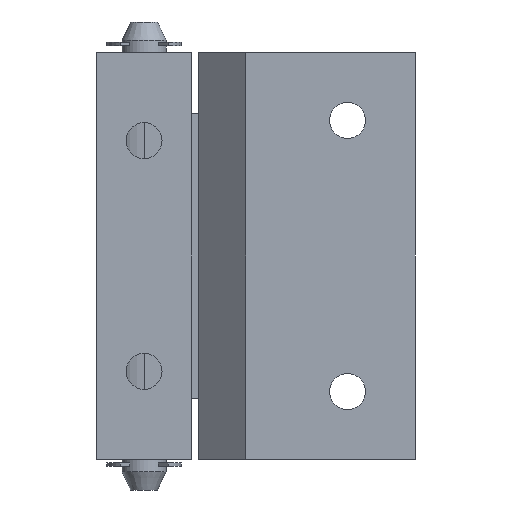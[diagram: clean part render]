
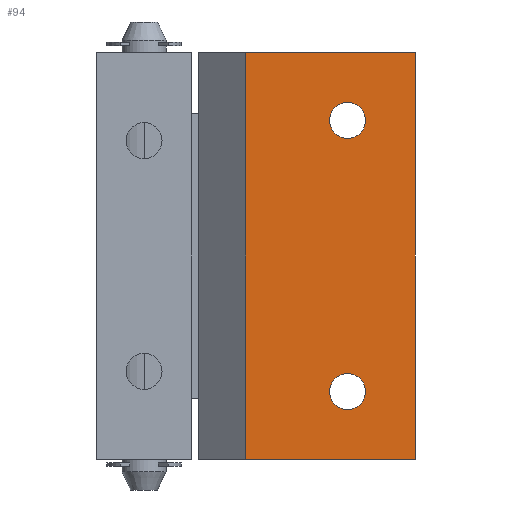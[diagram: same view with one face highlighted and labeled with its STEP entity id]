
A CAD part, front view. The second image highlights one B-rep face of the part: STEP entity #94.
In plain terms, the highlighted planar face has unit normal (0, -1, 0).
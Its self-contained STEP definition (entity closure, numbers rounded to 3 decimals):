
#94 = ADVANCED_FACE( '', ( #247, #248, #249 ), #250, .F. );
#247 = FACE_BOUND( '', #484, .T. );
#248 = FACE_BOUND( '', #485, .T. );
#249 = FACE_OUTER_BOUND( '', #486, .T. );
#250 = PLANE( '', #487 );
#484 = EDGE_LOOP( '', ( #723 ) );
#485 = EDGE_LOOP( '', ( #724 ) );
#486 = EDGE_LOOP( '', ( #725, #726, #727, #728 ) );
#487 = AXIS2_PLACEMENT_3D( '', #729, #730, #731 );
#723 = ORIENTED_EDGE( '', *, *, #1309, .F. );
#724 = ORIENTED_EDGE( '', *, *, #1310, .F. );
#725 = ORIENTED_EDGE( '', *, *, #1311, .T. );
#726 = ORIENTED_EDGE( '', *, *, #1312, .T. );
#727 = ORIENTED_EDGE( '', *, *, #1313, .F. );
#728 = ORIENTED_EDGE( '', *, *, #1314, .F. );
#729 = CARTESIAN_POINT( '', ( 15., 0., 21. ) );
#730 = DIRECTION( '', ( 0., 1., 0. ) );
#731 = DIRECTION( '', ( 0., 0., 1. ) );
#1309 = EDGE_CURVE( '', #1547, #1547, #1548, .T. );
#1310 = EDGE_CURVE( '', #1549, #1549, #1550, .T. );
#1311 = EDGE_CURVE( '', #1551, #1552, #1553, .T. );
#1312 = EDGE_CURVE( '', #1552, #1554, #1555, .T. );
#1313 = EDGE_CURVE( '', #1556, #1554, #1557, .T. );
#1314 = EDGE_CURVE( '', #1551, #1556, #1558, .T. );
#1547 = VERTEX_POINT( '', #1895 );
#1548 = CIRCLE( '', #1896, 2.65 );
#1549 = VERTEX_POINT( '', #1897 );
#1550 = CIRCLE( '', #1898, 2.65 );
#1551 = VERTEX_POINT( '', #1899 );
#1552 = VERTEX_POINT( '', #1900 );
#1553 = LINE( '', #1901, #1902 );
#1554 = VERTEX_POINT( '', #1903 );
#1555 = LINE( '', #1904, #1905 );
#1556 = VERTEX_POINT( '', #1906 );
#1557 = LINE( '', #1907, #1908 );
#1558 = LINE( '', #1909, #1910 );
#1895 = CARTESIAN_POINT( '', ( 30., 0., -22.65 ) );
#1896 = AXIS2_PLACEMENT_3D( '', #2344, #2345, #2346 );
#1897 = CARTESIAN_POINT( '', ( 30., 0., 17.35 ) );
#1898 = AXIS2_PLACEMENT_3D( '', #2347, #2348, #2349 );
#1899 = CARTESIAN_POINT( '', ( 15., 0., 30. ) );
#1900 = CARTESIAN_POINT( '', ( 15., 0., -30. ) );
#1901 = CARTESIAN_POINT( '', ( 15., 0., 21. ) );
#1902 = VECTOR( '', #2350, 1000. );
#1903 = CARTESIAN_POINT( '', ( 40., 0., -30. ) );
#1904 = CARTESIAN_POINT( '', ( 15., 0., -30. ) );
#1905 = VECTOR( '', #2351, 1000. );
#1906 = CARTESIAN_POINT( '', ( 40., 0., 30. ) );
#1907 = CARTESIAN_POINT( '', ( 40., 0., 21. ) );
#1908 = VECTOR( '', #2352, 1000. );
#1909 = CARTESIAN_POINT( '', ( 15., 0., 30. ) );
#1910 = VECTOR( '', #2353, 1000. );
#2344 = CARTESIAN_POINT( '', ( 30., 0., -20. ) );
#2345 = DIRECTION( '', ( 0., -1., 0. ) );
#2346 = DIRECTION( '', ( 0., 0., -1. ) );
#2347 = CARTESIAN_POINT( '', ( 30., 0., 20. ) );
#2348 = DIRECTION( '', ( 0., -1., 0. ) );
#2349 = DIRECTION( '', ( 0., 0., -1. ) );
#2350 = DIRECTION( '', ( 0., 0., -1. ) );
#2351 = DIRECTION( '', ( 1., 0., 0. ) );
#2352 = DIRECTION( '', ( 0., 0., -1. ) );
#2353 = DIRECTION( '', ( 1., 0., 0. ) );
